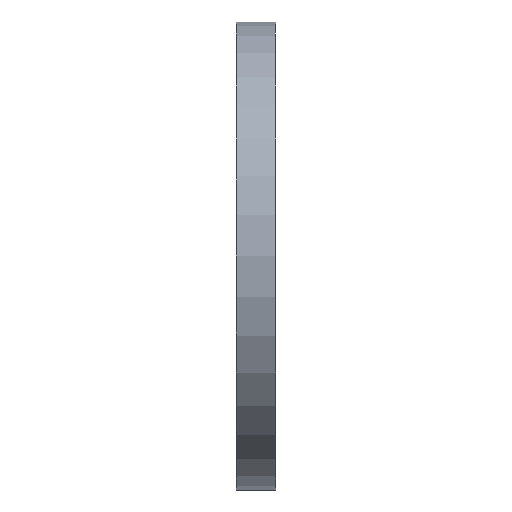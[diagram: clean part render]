
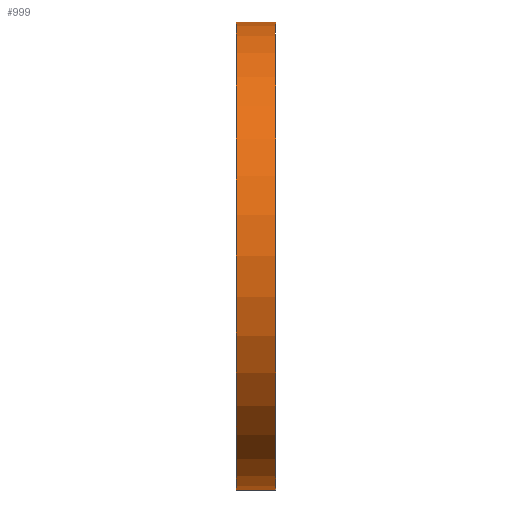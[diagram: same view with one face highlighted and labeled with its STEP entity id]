
A CAD part, left-side view. The second image highlights one B-rep face of the part: STEP entity #999.
In plain terms, the highlighted cylindrical face has radius 180 mm (diameter 360 mm), a partial arc.
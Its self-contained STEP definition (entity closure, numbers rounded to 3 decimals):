
#57 = CIRCLE ( 'NONE', #884, 180. ) ;
#104 = CARTESIAN_POINT ( 'NONE',  ( 0., 0., 0. ) ) ;
#130 = EDGE_CURVE ( 'NONE', #406, #883, #142, .T. ) ;
#142 = LINE ( 'NONE', #149, #929 ) ;
#149 = CARTESIAN_POINT ( 'NONE',  ( 0., 30., -180. ) ) ;
#154 = FACE_OUTER_BOUND ( 'NONE', #1050, .T. ) ;
#166 = ORIENTED_EDGE ( 'NONE', *, *, #130, .T. ) ;
#205 = CARTESIAN_POINT ( 'NONE',  ( 0., 30., 180. ) ) ;
#217 = DIRECTION ( 'NONE',  ( 0., -1., 0. ) ) ;
#222 = ORIENTED_EDGE ( 'NONE', *, *, #408, .T. ) ;
#281 = DIRECTION ( 'NONE',  ( 0., 0., 1. ) ) ;
#290 = CARTESIAN_POINT ( 'NONE',  ( 0., 30., 180. ) ) ;
#346 = AXIS2_PLACEMENT_3D ( 'NONE', #960, #974, #902 ) ;
#401 = VERTEX_POINT ( 'NONE', #1003 ) ;
#406 = VERTEX_POINT ( 'NONE', #839 ) ;
#408 = EDGE_CURVE ( 'NONE', #883, #401, #842, .T. ) ;
#415 = VECTOR ( 'NONE', #619, 1000. ) ;
#437 = CYLINDRICAL_SURFACE ( 'NONE', #346, 180. ) ;
#471 = ORIENTED_EDGE ( 'NONE', *, *, #519, .F. ) ;
#476 = VERTEX_POINT ( 'NONE', #290 ) ;
#513 = DIRECTION ( 'NONE',  ( 0., 1., 0. ) ) ;
#519 = EDGE_CURVE ( 'NONE', #476, #401, #797, .T. ) ;
#538 = CARTESIAN_POINT ( 'NONE',  ( 0., 0., -180. ) ) ;
#619 = DIRECTION ( 'NONE',  ( 0., -1., 0. ) ) ;
#660 = DIRECTION ( 'NONE',  ( 0., 0., 1. ) ) ;
#723 = DIRECTION ( 'NONE',  ( 0., 1., 0. ) ) ;
#775 = ORIENTED_EDGE ( 'NONE', *, *, #1002, .F. ) ;
#797 = LINE ( 'NONE', #205, #415 ) ;
#803 = CARTESIAN_POINT ( 'NONE',  ( 0., 30., 0. ) ) ;
#839 = CARTESIAN_POINT ( 'NONE',  ( 0., 30., -180. ) ) ;
#842 = CIRCLE ( 'NONE', #968, 180. ) ;
#883 = VERTEX_POINT ( 'NONE', #538 ) ;
#884 = AXIS2_PLACEMENT_3D ( 'NONE', #803, #723, #660 ) ;
#902 = DIRECTION ( 'NONE',  ( 0., 0., -1. ) ) ;
#929 = VECTOR ( 'NONE', #217, 1000. ) ;
#960 = CARTESIAN_POINT ( 'NONE',  ( 0., 30., 0. ) ) ;
#968 = AXIS2_PLACEMENT_3D ( 'NONE', #104, #513, #281 ) ;
#974 = DIRECTION ( 'NONE',  ( 0., -1., 0. ) ) ;
#999 = ADVANCED_FACE ( 'NONE', ( #154 ), #437, .T. ) ;
#1002 = EDGE_CURVE ( 'NONE', #406, #476, #57, .T. ) ;
#1003 = CARTESIAN_POINT ( 'NONE',  ( 0., 0., 180. ) ) ;
#1050 = EDGE_LOOP ( 'NONE', ( #471, #775, #166, #222 ) ) ;
